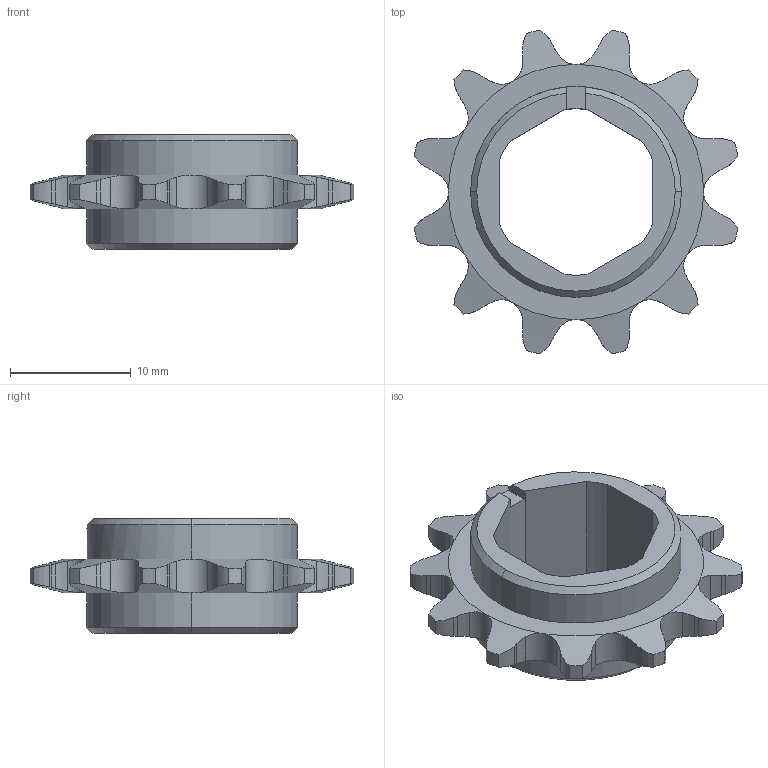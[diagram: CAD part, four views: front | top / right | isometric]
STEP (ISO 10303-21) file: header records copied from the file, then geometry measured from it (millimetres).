
FILE_DESCRIPTION (( 'STEP AP214' ), '1' );
FILE_NAME ('WCP-0576 Rev1.step', '2023-01-03T03:00:25', ( '' ), ( '' ), 'SwSTEP 2.0', 'SolidWorks 2020', '' );
FILE_SCHEMA (( 'AUTOMOTIVE_DESIGN' ));
Length unit declared in the file: inch
Products named in the file (1): WCP-0576 Rev1
Bounding box: 26.84 x 26.84 x 9.53 mm (x, y, z)
Volume: 1483.4 mm3; surface area: 1620 mm2
Topology: 1 solids, 1 shells, 155 faces, 452 edges, 300 vertices
Faces by surface type: cylinder 89, plane 37, cone 29
Entity records: 5647 total; most frequent: CARTESIAN_POINT 1806, ORIENTED_EDGE 904, DIRECTION 661, EDGE_CURVE 452, VERTEX_POINT 300, AXIS2_PLACEMENT_3D 259, B_SPLINE_CURVE_WITH_KNOTS 206, EDGE_LOOP 158
